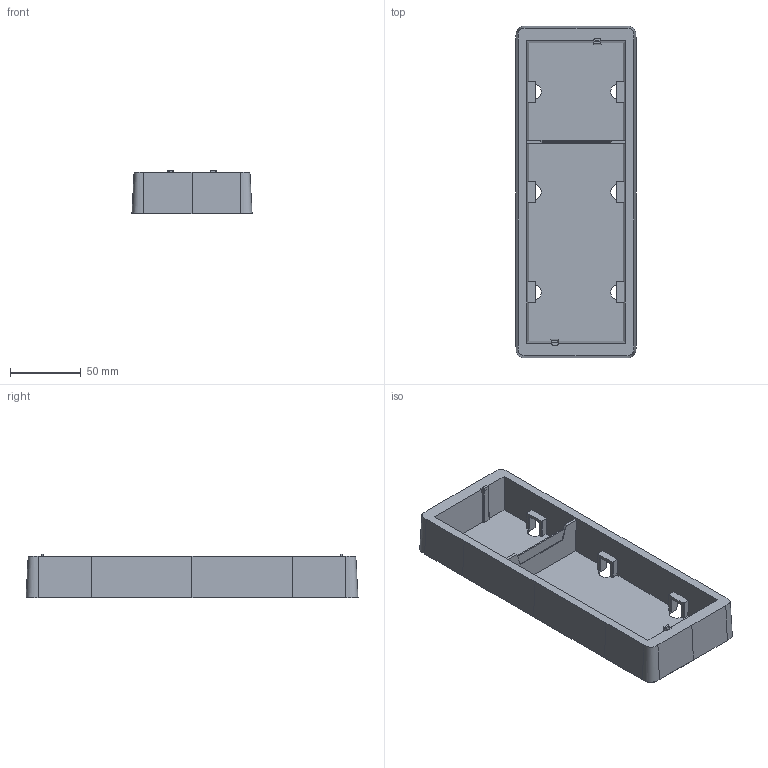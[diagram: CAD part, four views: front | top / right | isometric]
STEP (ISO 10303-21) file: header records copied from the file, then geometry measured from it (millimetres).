
FILE_DESCRIPTION(('CATIA V5 STEP Exchange','CAx-IF Rec.Pracs.--- Model Styling and Organization---1.5--- 2016-08-15','CAx-IF Rec.Pracs.---Supplemental Geometry---1.0---2011-11-01','CAx-IF Rec.Pracs.--- Composite Materials ---1.1---2010-07-15'),'2;1');
FILE_NAME('CB0233.stp','2023-08-24T06:46:09+00:00',('none'),('none'),'CATIA Version 5-6 Release 2020 SP3','CATIA V5 STEP AP214 v2','none');
FILE_SCHEMA(('AUTOMOTIVE_DESIGN { 1 0 10303 214 1 1 1 1 }'));
Length unit declared in the file: millimetre
Products named in the file (1): 0020225
Bounding box: 85.1 x 235.1 x 31 mm (x, y, z)
Volume: 103092.1 mm3; surface area: 105904 mm2
Topology: 1 solids, 1 shells, 163 faces, 514 edges, 344 vertices
Faces by surface type: plane 101, cylinder 34, bspline 24, cone 4
Entity records: 7888 total; most frequent: CARTESIAN_POINT 3760, ORIENTED_EDGE 1028, DIRECTION 587, EDGE_CURVE 514, VERTEX_POINT 344, VECTOR 319, LINE 319, EDGE_LOOP 166
